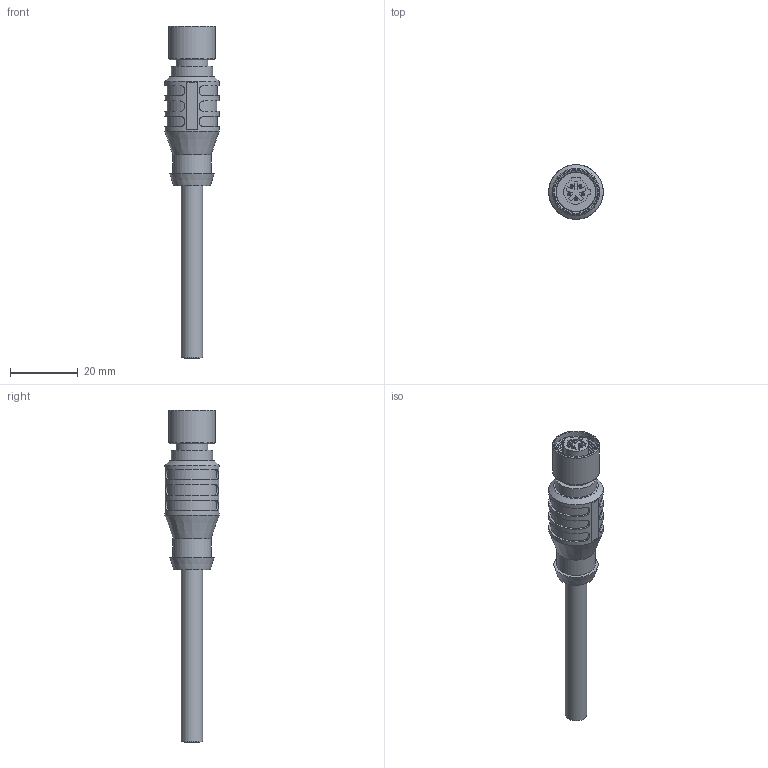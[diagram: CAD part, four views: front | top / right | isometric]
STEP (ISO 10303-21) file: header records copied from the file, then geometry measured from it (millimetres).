
FILE_DESCRIPTION(/* description */ (''),/* implementation_level */ '2;1');
FILE_NAME(/* name */ 'C611.stp',/* time_stamp */ '2017-05-02T16:19:32-04:00',/* author */ ('aneininger'),/* organization */ ('CONNECTION TECHNOLOGY CENTER'),/* preprocessor_version */ 'ST-DEVELOPER v16.5',/* originating_system */ 'Autodesk Inventor 2017',/* authorisation */ '');
FILE_SCHEMA (('AUTOMOTIVE_DESIGN { 1 0 10303 214 3 1 1 }'));
Length unit declared in the file: inch
Products named in the file (1): Part6
Bounding box: 16.15 x 16.15 x 98.27 mm (x, y, z)
Volume: 8172.7 mm3; surface area: 4401.6 mm2
Topology: 1 solids, 1 shells, 451 faces, 835 edges, 464 vertices
Faces by surface type: cylinder 238, plane 192, cone 7, bspline 6, sphere 5, torus 3
Full cylindrical faces by diameter (mm): 0.128 x19, 0.203 x48, 0.686 x5, 0.787 x5, 0.889 x5, 1.575 x4, 3.937 x1, 4.445 x1, 4.572 x1, 6.35 x1, 9.322 x1, 11.303 x1, 12.243 x1, 12.827 x1, 13.919 x1, 16.154 x1
Entity records: 13774 total; most frequent: CARTESIAN_POINT 4388, DIRECTION 2047, ORIENTED_EDGE 1612, AXIS2_PLACEMENT_3D 931, EDGE_CURVE 734, EDGE_LOOP 617, CIRCLE 481, STYLED_ITEM 452
